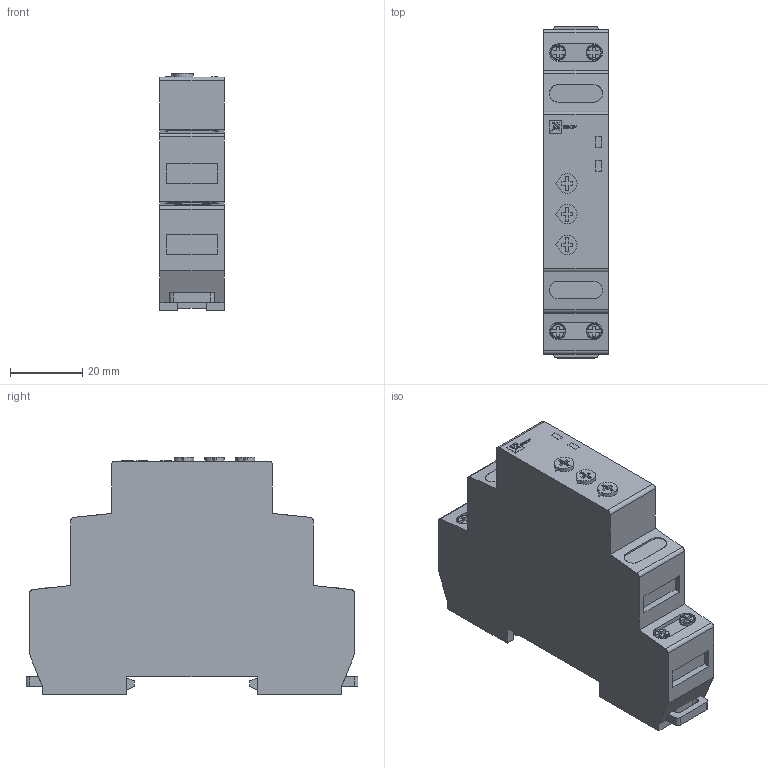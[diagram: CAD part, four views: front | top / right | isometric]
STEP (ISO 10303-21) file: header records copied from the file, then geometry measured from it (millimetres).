
FILE_DESCRIPTION (( 'STEP AP203' ), '1' );
FILE_NAME ('Ðåëå íàïðÿæåíèÿ RV-5A (rv-5a).STEP', '2018-09-04T05:54:39', ( '' ), ( '' ), 'SwSTEP 2.0', 'SolidWorks 2017', '' );
FILE_SCHEMA (( 'CONFIG_CONTROL_DESIGN' ));
Length unit declared in the file: millimetre
Products named in the file (1): Ðåëå íàïðÿæåíèÿ RV-5A (rv-5a)
Bounding box: 17.8 x 92 x 65.9 mm (x, y, z)
Volume: 78057.7 mm3; surface area: 16515.4 mm2
Topology: 1 solids, 1 shells, 363 faces, 978 edges, 648 vertices
Faces by surface type: plane 274, cylinder 63, bspline 18, torus 8
Entity records: 11931 total; most frequent: CARTESIAN_POINT 2772, ORIENTED_EDGE 1956, DIRECTION 1748, EDGE_CURVE 978, LINE 772, VECTOR 772, VERTEX_POINT 648, AXIS2_PLACEMENT_3D 488
